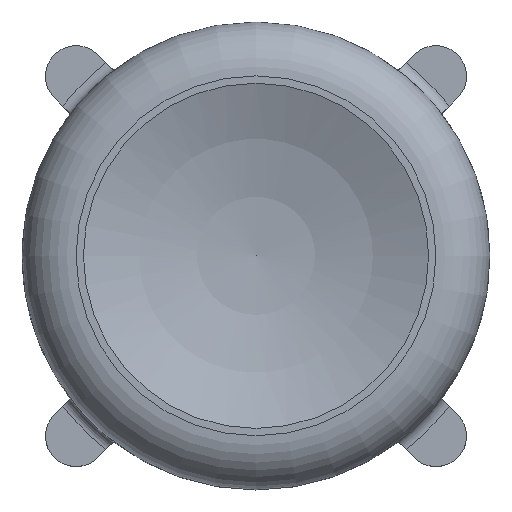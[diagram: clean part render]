
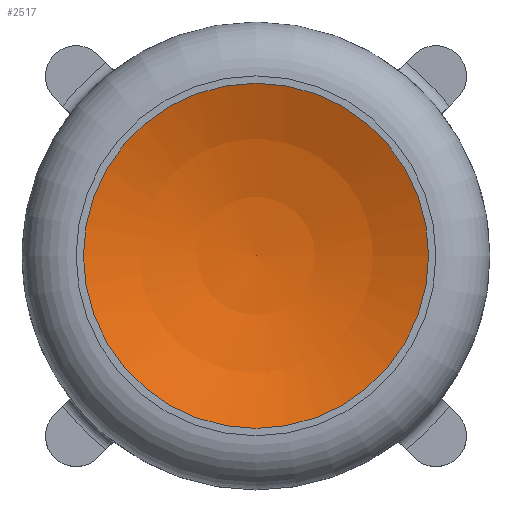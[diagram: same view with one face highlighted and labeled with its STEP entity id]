
A CAD part, top view. The second image highlights one B-rep face of the part: STEP entity #2517.
In plain terms, the highlighted spherical face has radius 12 mm.
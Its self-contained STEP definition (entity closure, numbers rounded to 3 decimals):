
#1760 = EDGE_CURVE('',#1761,#1761,#1763,.T.);
#1761 = VERTEX_POINT('',#1762);
#1762 = CARTESIAN_POINT('',(4.796,0.,-11.));
#1763 = CIRCLE('',#1764,4.796);
#1764 = AXIS2_PLACEMENT_3D('',#1765,#1766,#1767);
#1765 = CARTESIAN_POINT('',(0.,0.,-11.));
#1766 = DIRECTION('',(0.,0.,1.));
#1767 = DIRECTION('',(1.,0.,0.));
#2517 = ADVANCED_FACE('',(#2518),#2531,.F.);
#2518 = FACE_BOUND('',#2519,.F.);
#2519 = EDGE_LOOP('',(#2520,#2521,#2530));
#2520 = ORIENTED_EDGE('',*,*,#1760,.F.);
#2521 = ORIENTED_EDGE('',*,*,#2522,.F.);
#2522 = EDGE_CURVE('',#2523,#1761,#2525,.T.);
#2523 = VERTEX_POINT('',#2524);
#2524 = CARTESIAN_POINT('',(0.,0.,-12.));
#2525 = CIRCLE('',#2526,12.);
#2526 = AXIS2_PLACEMENT_3D('',#2527,#2528,#2529);
#2527 = CARTESIAN_POINT('',(0.,0.,0.));
#2528 = DIRECTION('',(0.,-1.,0.));
#2529 = DIRECTION('',(1.,0.,0.));
#2530 = ORIENTED_EDGE('',*,*,#2522,.T.);
#2531 = SPHERICAL_SURFACE('',#2532,12.);
#2532 = AXIS2_PLACEMENT_3D('',#2533,#2534,#2535);
#2533 = CARTESIAN_POINT('',(0.,0.,0.));
#2534 = DIRECTION('',(0.,0.,1.));
#2535 = DIRECTION('',(1.,0.,0.));
